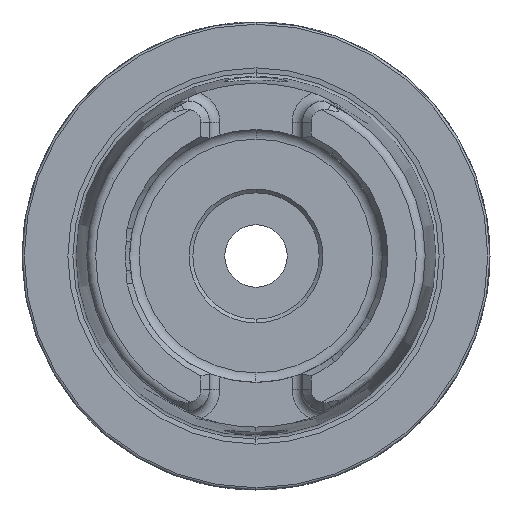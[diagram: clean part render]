
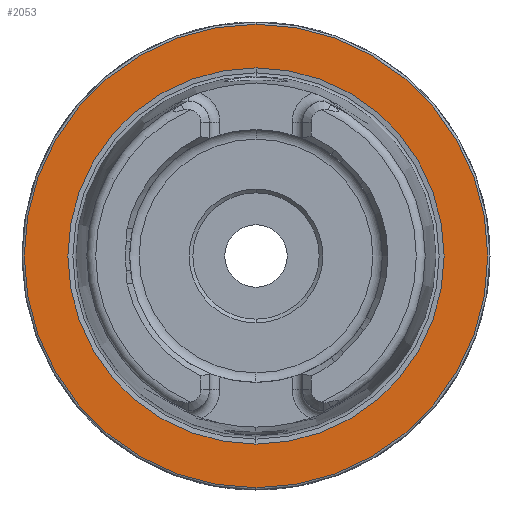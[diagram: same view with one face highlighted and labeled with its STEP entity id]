
A CAD part, left-side view. The second image highlights one B-rep face of the part: STEP entity #2053.
In plain terms, the highlighted planar face has unit normal (-1, 0, 0).
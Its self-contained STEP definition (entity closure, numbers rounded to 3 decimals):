
#235 = DIRECTION ( 'NONE',  ( 0., 0., 1. ) ) ;
#531 = FACE_BOUND ( 'NONE', #9643, .T. ) ;
#638 = DIRECTION ( 'NONE',  ( 0., 0., 1. ) ) ;
#705 = CARTESIAN_POINT ( 'NONE',  ( 0., 0., 25.324 ) ) ;
#935 = ORIENTED_EDGE ( 'NONE', *, *, #7708, .F. ) ;
#1089 = DIRECTION ( 'NONE',  ( -1., 0., 0. ) ) ;
#1423 = PLANE ( 'NONE',  #9245 ) ;
#2053 = ADVANCED_FACE ( 'NONE', ( #531, #8355 ), #1423, .F. ) ;
#2950 = DIRECTION ( 'NONE',  ( 1., 0., 0. ) ) ;
#2952 = EDGE_CURVE ( 'NONE', #8566, #7789, #8426, .T. ) ;
#4337 = CIRCLE ( 'NONE', #5677, 31.2 ) ;
#4501 = EDGE_CURVE ( 'NONE', #8421, #5237, #4337, .T. ) ;
#4534 = DIRECTION ( 'NONE',  ( -1., 0., 0. ) ) ;
#4552 = CIRCLE ( 'NONE', #8003, 31.2 ) ;
#4880 = DIRECTION ( 'NONE',  ( -1., 0., 0. ) ) ;
#4926 = CIRCLE ( 'NONE', #8547, 25.324 ) ;
#5050 = ORIENTED_EDGE ( 'NONE', *, *, #8501, .T. ) ;
#5237 = VERTEX_POINT ( 'NONE', #10131 ) ;
#5289 = DIRECTION ( 'NONE',  ( -1., 0., 0. ) ) ;
#5677 = AXIS2_PLACEMENT_3D ( 'NONE', #5698, #1089, #6462 ) ;
#5698 = CARTESIAN_POINT ( 'NONE',  ( 0., 0., 0. ) ) ;
#5766 = EDGE_LOOP ( 'NONE', ( #5050, #9243 ) ) ;
#6462 = DIRECTION ( 'NONE',  ( 0., 0., 1. ) ) ;
#6544 = CARTESIAN_POINT ( 'NONE',  ( 0., 0., -25.324 ) ) ;
#6854 = ORIENTED_EDGE ( 'NONE', *, *, #2952, .F. ) ;
#7399 = CARTESIAN_POINT ( 'NONE',  ( 0., 0., -31.2 ) ) ;
#7708 = EDGE_CURVE ( 'NONE', #7789, #8566, #4926, .T. ) ;
#7789 = VERTEX_POINT ( 'NONE', #6544 ) ;
#8003 = AXIS2_PLACEMENT_3D ( 'NONE', #10015, #5289, #638 ) ;
#8355 = FACE_OUTER_BOUND ( 'NONE', #5766, .T. ) ;
#8410 = DIRECTION ( 'NONE',  ( 0., 0., -1. ) ) ;
#8421 = VERTEX_POINT ( 'NONE', #7399 ) ;
#8426 = CIRCLE ( 'NONE', #8826, 25.324 ) ;
#8501 = EDGE_CURVE ( 'NONE', #5237, #8421, #4552, .T. ) ;
#8547 = AXIS2_PLACEMENT_3D ( 'NONE', #9613, #4880, #235 ) ;
#8566 = VERTEX_POINT ( 'NONE', #705 ) ;
#8826 = AXIS2_PLACEMENT_3D ( 'NONE', #9275, #4534, #10061 ) ;
#9176 = CARTESIAN_POINT ( 'NONE',  ( 0., 31.2, 0. ) ) ;
#9243 = ORIENTED_EDGE ( 'NONE', *, *, #4501, .T. ) ;
#9245 = AXIS2_PLACEMENT_3D ( 'NONE', #9176, #2950, #8410 ) ;
#9275 = CARTESIAN_POINT ( 'NONE',  ( 0., 0., 0. ) ) ;
#9613 = CARTESIAN_POINT ( 'NONE',  ( 0., 0., 0. ) ) ;
#9643 = EDGE_LOOP ( 'NONE', ( #6854, #935 ) ) ;
#10015 = CARTESIAN_POINT ( 'NONE',  ( 0., 0., 0. ) ) ;
#10061 = DIRECTION ( 'NONE',  ( 0., 0., 1. ) ) ;
#10131 = CARTESIAN_POINT ( 'NONE',  ( 0., 0., 31.2 ) ) ;
